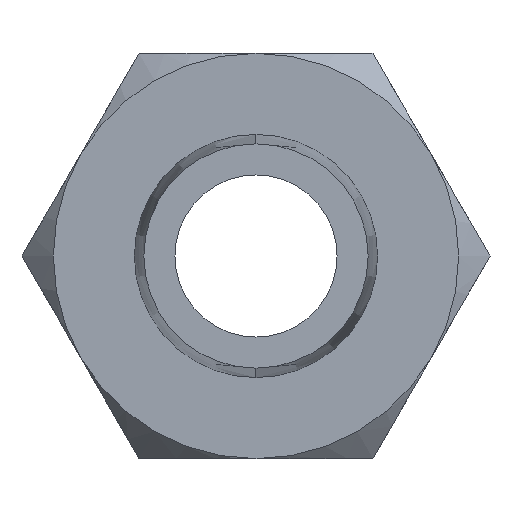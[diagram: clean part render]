
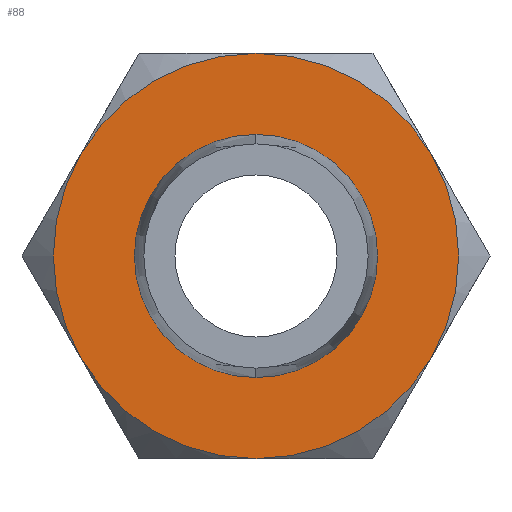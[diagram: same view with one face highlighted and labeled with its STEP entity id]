
A CAD part, left-side view. The second image highlights one B-rep face of the part: STEP entity #88.
In plain terms, the highlighted planar face has unit normal (-1, 0, 0).
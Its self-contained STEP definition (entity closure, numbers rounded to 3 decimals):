
#15 = CARTESIAN_POINT ( 'NONE',  ( 14., 0., -4.5 ) ) ;
#71 = AXIS2_PLACEMENT_3D ( 'NONE', #1258, #1588, #4260 ) ;
#88 = ADVANCED_FACE ( 'NONE', ( #4343, #3520 ), #3895, .F. ) ;
#105 = VERTEX_POINT ( 'NONE', #1675 ) ;
#196 = CARTESIAN_POINT ( 'NONE',  ( 14., 0., 0. ) ) ;
#233 = CARTESIAN_POINT ( 'NONE',  ( 14., 0., 0. ) ) ;
#251 = VERTEX_POINT ( 'NONE', #3410 ) ;
#790 = CIRCLE ( 'NONE', #3361, 7.5 ) ;
#911 = ORIENTED_EDGE ( 'NONE', *, *, #1427, .T. ) ;
#925 = DIRECTION ( 'NONE',  ( 0., 0., -1. ) ) ;
#947 = DIRECTION ( 'NONE',  ( -1., 0., 0. ) ) ;
#1129 = ORIENTED_EDGE ( 'NONE', *, *, #2079, .F. ) ;
#1176 = AXIS2_PLACEMENT_3D ( 'NONE', #2027, #2783, #3218 ) ;
#1248 = AXIS2_PLACEMENT_3D ( 'NONE', #233, #4272, #3571 ) ;
#1256 = DIRECTION ( 'NONE',  ( 0., 0., -1. ) ) ;
#1258 = CARTESIAN_POINT ( 'NONE',  ( 14., 0., 0. ) ) ;
#1275 = CARTESIAN_POINT ( 'NONE',  ( 14., 0., 4.5 ) ) ;
#1415 = AXIS2_PLACEMENT_3D ( 'NONE', #3205, #4712, #925 ) ;
#1427 = EDGE_CURVE ( 'NONE', #251, #1535, #2454, .T. ) ;
#1430 = ORIENTED_EDGE ( 'NONE', *, *, #4809, .F. ) ;
#1514 = CIRCLE ( 'NONE', #4886, 7.5 ) ;
#1535 = VERTEX_POINT ( 'NONE', #1745 ) ;
#1540 = ORIENTED_EDGE ( 'NONE', *, *, #2096, .F. ) ;
#1588 = DIRECTION ( 'NONE',  ( 1., 0., 0. ) ) ;
#1675 = CARTESIAN_POINT ( 'NONE',  ( 14., -6.495, 3.75 ) ) ;
#1745 = CARTESIAN_POINT ( 'NONE',  ( 14., 6.495, 3.75 ) ) ;
#1781 = CARTESIAN_POINT ( 'NONE',  ( 14., 0., 0. ) ) ;
#1832 = CARTESIAN_POINT ( 'NONE',  ( 14., 0., 0. ) ) ;
#1858 = DIRECTION ( 'NONE',  ( -1., 0., 0. ) ) ;
#2017 = VERTEX_POINT ( 'NONE', #3577 ) ;
#2027 = CARTESIAN_POINT ( 'NONE',  ( 14., 0., 0. ) ) ;
#2034 = DIRECTION ( 'NONE',  ( 0., 0., 1. ) ) ;
#2079 = EDGE_CURVE ( 'NONE', #2593, #2666, #3836, .T. ) ;
#2096 = EDGE_CURVE ( 'NONE', #105, #2017, #4472, .T. ) ;
#2197 = ORIENTED_EDGE ( 'NONE', *, *, #2430, .F. ) ;
#2220 = AXIS2_PLACEMENT_3D ( 'NONE', #196, #2480, #1256 ) ;
#2223 = CIRCLE ( 'NONE', #71, 7.5 ) ;
#2279 = CARTESIAN_POINT ( 'NONE',  ( 14., 0., -7.5 ) ) ;
#2318 = CIRCLE ( 'NONE', #1415, 7.5 ) ;
#2430 = EDGE_CURVE ( 'NONE', #2666, #2593, #2627, .T. ) ;
#2454 = CIRCLE ( 'NONE', #1176, 7.5 ) ;
#2480 = DIRECTION ( 'NONE',  ( 1., 0., 0. ) ) ;
#2560 = CARTESIAN_POINT ( 'NONE',  ( 14., 6.495, -3.75 ) ) ;
#2593 = VERTEX_POINT ( 'NONE', #1275 ) ;
#2615 = ORIENTED_EDGE ( 'NONE', *, *, #3220, .F. ) ;
#2627 = CIRCLE ( 'NONE', #3123, 4.5 ) ;
#2666 = VERTEX_POINT ( 'NONE', #15 ) ;
#2783 = DIRECTION ( 'NONE',  ( -1., 0., 0. ) ) ;
#3003 = EDGE_LOOP ( 'NONE', ( #1129, #2197 ) ) ;
#3073 = CARTESIAN_POINT ( 'NONE',  ( 14., 0., 0. ) ) ;
#3123 = AXIS2_PLACEMENT_3D ( 'NONE', #1781, #1858, #4554 ) ;
#3205 = CARTESIAN_POINT ( 'NONE',  ( 14., 0., 0. ) ) ;
#3218 = DIRECTION ( 'NONE',  ( 0., 0., 1. ) ) ;
#3220 = EDGE_CURVE ( 'NONE', #251, #105, #2223, .T. ) ;
#3361 = AXIS2_PLACEMENT_3D ( 'NONE', #3073, #4680, #4323 ) ;
#3410 = CARTESIAN_POINT ( 'NONE',  ( 14., 0., 7.5 ) ) ;
#3490 = EDGE_CURVE ( 'NONE', #4934, #4826, #790, .T. ) ;
#3520 = FACE_OUTER_BOUND ( 'NONE', #4141, .T. ) ;
#3571 = DIRECTION ( 'NONE',  ( 0., 0., -1. ) ) ;
#3577 = CARTESIAN_POINT ( 'NONE',  ( 14., -6.495, -3.75 ) ) ;
#3836 = CIRCLE ( 'NONE', #4560, 4.5 ) ;
#3857 = ORIENTED_EDGE ( 'NONE', *, *, #3490, .F. ) ;
#3895 = PLANE ( 'NONE',  #1248 ) ;
#3952 = CARTESIAN_POINT ( 'NONE',  ( 14., 0., 0. ) ) ;
#4097 = DIRECTION ( 'NONE',  ( 0., 0., -1. ) ) ;
#4141 = EDGE_LOOP ( 'NONE', ( #3857, #4759, #1540, #2615, #911, #1430 ) ) ;
#4260 = DIRECTION ( 'NONE',  ( 0., 0., -1. ) ) ;
#4272 = DIRECTION ( 'NONE',  ( 1., 0., 0. ) ) ;
#4323 = DIRECTION ( 'NONE',  ( 0., 0., -1. ) ) ;
#4343 = FACE_BOUND ( 'NONE', #3003, .T. ) ;
#4472 = CIRCLE ( 'NONE', #2220, 7.5 ) ;
#4554 = DIRECTION ( 'NONE',  ( 0., 0., 1. ) ) ;
#4560 = AXIS2_PLACEMENT_3D ( 'NONE', #3952, #947, #2034 ) ;
#4669 = EDGE_CURVE ( 'NONE', #2017, #4934, #2318, .T. ) ;
#4680 = DIRECTION ( 'NONE',  ( 1., 0., 0. ) ) ;
#4712 = DIRECTION ( 'NONE',  ( 1., 0., 0. ) ) ;
#4759 = ORIENTED_EDGE ( 'NONE', *, *, #4669, .F. ) ;
#4809 = EDGE_CURVE ( 'NONE', #4826, #1535, #1514, .T. ) ;
#4826 = VERTEX_POINT ( 'NONE', #2560 ) ;
#4846 = DIRECTION ( 'NONE',  ( 1., 0., 0. ) ) ;
#4886 = AXIS2_PLACEMENT_3D ( 'NONE', #1832, #4846, #4097 ) ;
#4934 = VERTEX_POINT ( 'NONE', #2279 ) ;
